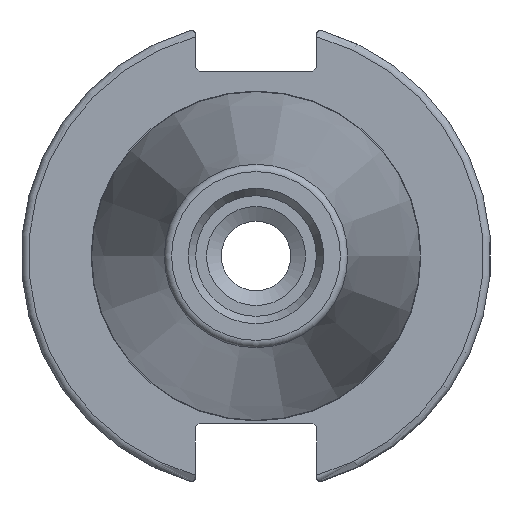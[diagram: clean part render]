
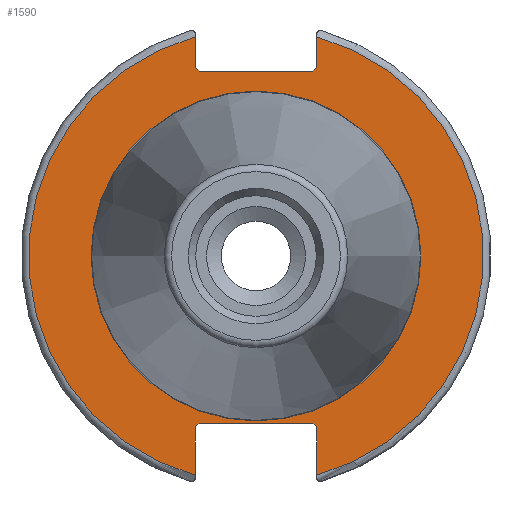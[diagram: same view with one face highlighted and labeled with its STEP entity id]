
A CAD part, left-side view. The second image highlights one B-rep face of the part: STEP entity #1590.
In plain terms, the highlighted planar face has unit normal (-1, 0, 0).
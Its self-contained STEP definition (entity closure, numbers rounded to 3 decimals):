
#122=FACE_BOUND('',#310,.T.);
#137=PLANE('',#1778);
#210=FACE_OUTER_BOUND('',#309,.T.);
#309=EDGE_LOOP('',(#1134,#1135,#1136,#1137,#1138,#1139,#1140,#1141,#1142,
#1143,#1144,#1145));
#310=EDGE_LOOP('',(#1146));
#410=LINE('',#2475,#519);
#411=LINE('',#2477,#520);
#412=LINE('',#2479,#521);
#413=LINE('',#2481,#522);
#414=LINE('',#2483,#523);
#415=LINE('',#2487,#524);
#416=LINE('',#2489,#525);
#417=LINE('',#2491,#526);
#418=LINE('',#2493,#527);
#419=LINE('',#2494,#528);
#519=VECTOR('',#2009,10.);
#520=VECTOR('',#2010,10.);
#521=VECTOR('',#2011,10.);
#522=VECTOR('',#2012,10.);
#523=VECTOR('',#2013,10.);
#524=VECTOR('',#2016,10.);
#525=VECTOR('',#2017,10.);
#526=VECTOR('',#2018,10.);
#527=VECTOR('',#2019,10.);
#528=VECTOR('',#2020,10.);
#636=CIRCLE('',#1776,22.3);
#638=CIRCLE('',#1779,30.75);
#639=CIRCLE('',#1780,30.75);
#715=VERTEX_POINT('',#2466);
#716=VERTEX_POINT('',#2471);
#717=VERTEX_POINT('',#2472);
#718=VERTEX_POINT('',#2474);
#719=VERTEX_POINT('',#2476);
#720=VERTEX_POINT('',#2478);
#721=VERTEX_POINT('',#2480);
#722=VERTEX_POINT('',#2482);
#723=VERTEX_POINT('',#2484);
#724=VERTEX_POINT('',#2486);
#725=VERTEX_POINT('',#2488);
#726=VERTEX_POINT('',#2490);
#727=VERTEX_POINT('',#2492);
#877=EDGE_CURVE('',#715,#715,#636,.T.);
#879=EDGE_CURVE('',#716,#717,#638,.T.);
#880=EDGE_CURVE('',#716,#718,#410,.T.);
#881=EDGE_CURVE('',#719,#718,#411,.T.);
#882=EDGE_CURVE('',#719,#720,#412,.T.);
#883=EDGE_CURVE('',#721,#720,#413,.T.);
#884=EDGE_CURVE('',#721,#722,#414,.T.);
#885=EDGE_CURVE('',#723,#722,#639,.T.);
#886=EDGE_CURVE('',#723,#724,#415,.T.);
#887=EDGE_CURVE('',#725,#724,#416,.T.);
#888=EDGE_CURVE('',#725,#726,#417,.T.);
#889=EDGE_CURVE('',#727,#726,#418,.T.);
#890=EDGE_CURVE('',#727,#717,#419,.T.);
#1134=ORIENTED_EDGE('',*,*,#879,.F.);
#1135=ORIENTED_EDGE('',*,*,#880,.T.);
#1136=ORIENTED_EDGE('',*,*,#881,.F.);
#1137=ORIENTED_EDGE('',*,*,#882,.T.);
#1138=ORIENTED_EDGE('',*,*,#883,.F.);
#1139=ORIENTED_EDGE('',*,*,#884,.T.);
#1140=ORIENTED_EDGE('',*,*,#885,.F.);
#1141=ORIENTED_EDGE('',*,*,#886,.T.);
#1142=ORIENTED_EDGE('',*,*,#887,.F.);
#1143=ORIENTED_EDGE('',*,*,#888,.T.);
#1144=ORIENTED_EDGE('',*,*,#889,.F.);
#1145=ORIENTED_EDGE('',*,*,#890,.T.);
#1146=ORIENTED_EDGE('',*,*,#877,.F.);
#1590=ADVANCED_FACE('',(#210,#122),#137,.T.);
#1776=AXIS2_PLACEMENT_3D('',#2468,#2001,#2002);
#1778=AXIS2_PLACEMENT_3D('',#2470,#2005,#2006);
#1779=AXIS2_PLACEMENT_3D('',#2473,#2007,#2008);
#1780=AXIS2_PLACEMENT_3D('',#2485,#2014,#2015);
#2001=DIRECTION('center_axis',(-1.,0.,0.));
#2002=DIRECTION('ref_axis',(0.,-1.,0.));
#2005=DIRECTION('center_axis',(-1.,0.,0.));
#2006=DIRECTION('ref_axis',(0.,0.,1.));
#2007=DIRECTION('center_axis',(1.,0.,0.));
#2008=DIRECTION('ref_axis',(0.,-1.,0.));
#2009=DIRECTION('',(0.,0.,-1.));
#2010=DIRECTION('',(0.,-0.707,0.707));
#2011=DIRECTION('',(0.,1.,0.));
#2012=DIRECTION('',(0.,-0.707,-0.707));
#2013=DIRECTION('',(0.,0.,1.));
#2014=DIRECTION('center_axis',(1.,0.,0.));
#2015=DIRECTION('ref_axis',(0.,1.,0.));
#2016=DIRECTION('',(0.,0.,1.));
#2017=DIRECTION('',(0.,0.707,-0.707));
#2018=DIRECTION('',(0.,-1.,0.));
#2019=DIRECTION('',(0.,0.707,0.707));
#2020=DIRECTION('',(0.,0.,-1.));
#2466=CARTESIAN_POINT('',(3.175,0.,22.3));
#2468=CARTESIAN_POINT('Origin',(3.175,0.,0.));
#2470=CARTESIAN_POINT('Origin',(3.175,31.75,0.));
#2471=CARTESIAN_POINT('',(3.175,-8.19,29.639));
#2472=CARTESIAN_POINT('',(3.175,-8.19,-29.639));
#2473=CARTESIAN_POINT('Origin',(3.175,0.,0.));
#2474=CARTESIAN_POINT('',(3.175,-8.19,25.5));
#2475=CARTESIAN_POINT('',(3.175,-8.19,12.5));
#2476=CARTESIAN_POINT('',(3.175,-7.69,25.));
#2477=CARTESIAN_POINT('',(3.175,8.295,9.015));
#2478=CARTESIAN_POINT('',(3.175,7.69,25.));
#2479=CARTESIAN_POINT('',(3.175,15.875,25.));
#2480=CARTESIAN_POINT('',(3.175,8.19,25.5));
#2481=CARTESIAN_POINT('',(3.175,7.58,24.89));
#2482=CARTESIAN_POINT('',(3.175,8.19,29.639));
#2483=CARTESIAN_POINT('',(3.175,8.19,12.5));
#2484=CARTESIAN_POINT('',(3.175,8.19,-29.639));
#2485=CARTESIAN_POINT('Origin',(3.175,0.,0.));
#2486=CARTESIAN_POINT('',(3.175,8.19,-23.1));
#2487=CARTESIAN_POINT('',(3.175,8.19,-11.3));
#2488=CARTESIAN_POINT('',(3.175,7.69,-22.6));
#2489=CARTESIAN_POINT('',(3.175,8.18,-23.09));
#2490=CARTESIAN_POINT('',(3.175,-7.69,-22.6));
#2491=CARTESIAN_POINT('',(3.175,15.875,-22.6));
#2492=CARTESIAN_POINT('',(3.175,-8.19,-23.1));
#2493=CARTESIAN_POINT('',(3.175,7.695,-7.215));
#2494=CARTESIAN_POINT('',(3.175,-8.19,-11.3));
